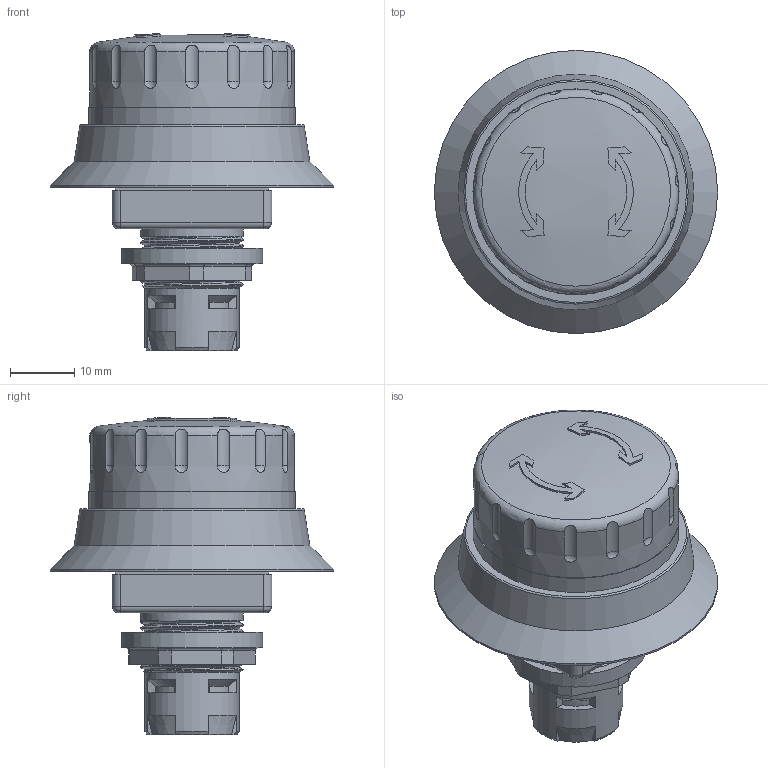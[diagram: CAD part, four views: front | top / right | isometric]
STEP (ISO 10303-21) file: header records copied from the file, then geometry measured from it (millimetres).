
FILE_DESCRIPTION(/* description */ (''),/* implementation_level */ '2;1');
FILE_NAME(/* name */ 'OKJBUV.stp',/* time_stamp */ '2017-08-21T11:24:12+02:00',/* author */ ('mharscher'),/* organization */ (''),/* preprocessor_version */ 'ST-DEVELOPER v16.1',/* originating_system */ 'Autodesk Inventor 2016',/* authorisation */ '');
FILE_SCHEMA (('AUTOMOTIVE_DESIGN { 1 0 10303 214 3 1 1 }'));
Length unit declared in the file: centimetre
Products named in the file (1): OKJBUV
Bounding box: 44 x 44 x 49.26 mm (x, y, z)
Volume: 28189.5 mm3; surface area: 9323.3 mm2
Topology: 1 solids, 2 shells, 248 faces, 645 edges, 406 vertices
Faces by surface type: plane 98, cylinder 88, sphere 26, cone 17, torus 10, bspline 9
Full cylindrical faces by diameter (mm): 12.03 x1, 12.13 x1, 14.65 x1, 16 x4, 16.5 x1, 19.5 x1, 22 x1, 31.8 x1, 32 x1, 34 x1, 44 x1
Entity records: 10262 total; most frequent: CARTESIAN_POINT 4499, DIRECTION 1213, ORIENTED_EDGE 1186, EDGE_CURVE 593, AXIS2_PLACEMENT_3D 479, VERTEX_POINT 388, EDGE_LOOP 283, LINE 255
